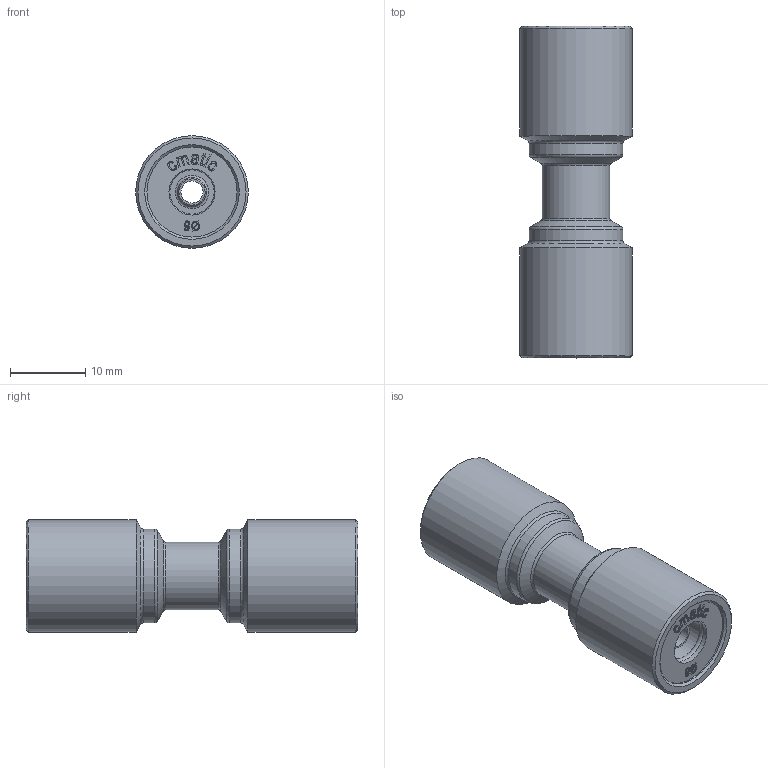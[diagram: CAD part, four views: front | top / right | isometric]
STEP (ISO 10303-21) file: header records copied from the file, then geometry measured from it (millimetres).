
FILE_DESCRIPTION(( 'MAF.26.06.06.stp' ), '1');
FILE_NAME( 'MAF.26.06.06.stp', '2021-02-19T15:26:07',( 'Sopra'),('sopra-pneumatic.com'), 'SwSTEP 2.0','SolidWorks 2009','' );
FILE_SCHEMA( ( 'CONFIG_CONTROL_DESIGN' ) );
Length unit declared in the file: millimetre
Products named in the file (1): Rivoluzione1
Bounding box: 15 x 44.2 x 15 mm (x, y, z)
Volume: 5395.8 mm3; surface area: 3906.1 mm2
Topology: 1 solids, 1 shells, 312 faces, 805 edges, 529 vertices
Faces by surface type: bspline 140, plane 134, cylinder 16, cone 12, torus 10
Full cylindrical faces by diameter (mm): 2.95 x2, 3.85 x2, 4 x1, 6.15 x4, 9 x1, 12 x2, 12.5 x2, 15 x2
Entity records: 16302 total; most frequent: CARTESIAN_POINT 9755, ORIENTED_EDGE 1524, DIRECTION 876, EDGE_CURVE 762, VERTEX_POINT 524, LINE 434, VECTOR 434, EDGE_LOOP 386
